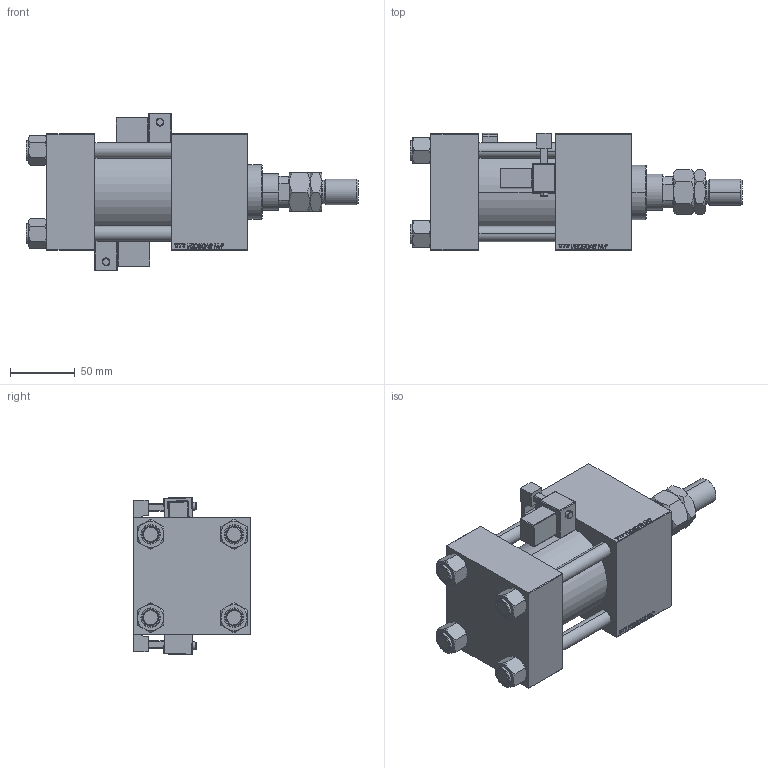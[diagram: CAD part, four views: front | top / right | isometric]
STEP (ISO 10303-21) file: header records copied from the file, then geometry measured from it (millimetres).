
FILE_DESCRIPTION (( 'STEP AP203' ), '1' );
FILE_NAME ('8c64.STEP', '2024-04-03T08:07:04', ( '' ), ( '' ), 'SwSTEP 2.0', 'SolidWorks 2019', '' );
FILE_SCHEMA (( 'CONFIG_CONTROL_DESIGN' ));
Length unit declared in the file: millimetre
Products named in the file (8): 8c64; V215CR_VCP_C c4c339c568d592a42ed9ab7b2f32e678; V215_VC_A c4c339c568d592a42ed9ab7b2f32e678; V215CR_MSU c4c339c568d592a42ed9ab7b2f32e678; V215CR_C_TYCINKA c4c339c568d592a42ed9ab7b2f32e678; MTA c4c339c568d592a42ed9ab7b2f32e678; NUT_M5_C c4c339c568d592a42ed9ab7b2f32e678; V215CR_C_Body c4c339c568d592a42ed9ab7b2f32e678
Assembly tree (14 placements, depth 2):
  8c64
    V215CR_C_Body c4c339c568d592a42ed9ab7b2f32e678
    V215CR_VCP_C c4c339c568d592a42ed9ab7b2f32e678
    NUT_M5_C c4c339c568d592a42ed9ab7b2f32e678  x4
    V215CR_C_TYCINKA c4c339c568d592a42ed9ab7b2f32e678  x4
    V215_VC_A c4c339c568d592a42ed9ab7b2f32e678
    MTA c4c339c568d592a42ed9ab7b2f32e678
    V215CR_MSU c4c339c568d592a42ed9ab7b2f32e678  x2
Bounding box: 256 x 90.53 x 121.57 mm (x, y, z)
Volume: 1015820.7 mm3; surface area: 197260.2 mm2
Topology: 14 solids, 14 shells, 1352 faces, 3336 edges, 2113 vertices
Faces by surface type: plane 599, bspline 392, cone 164, cylinder 151, sphere 24, torus 22
Entity records: 54042 total; most frequent: CARTESIAN_POINT 28006, ORIENTED_EDGE 5782, DIRECTION 3885, EDGE_CURVE 2891, VERTEX_POINT 1873, VECTOR 1711, LINE 1711, EDGE_LOOP 1288
